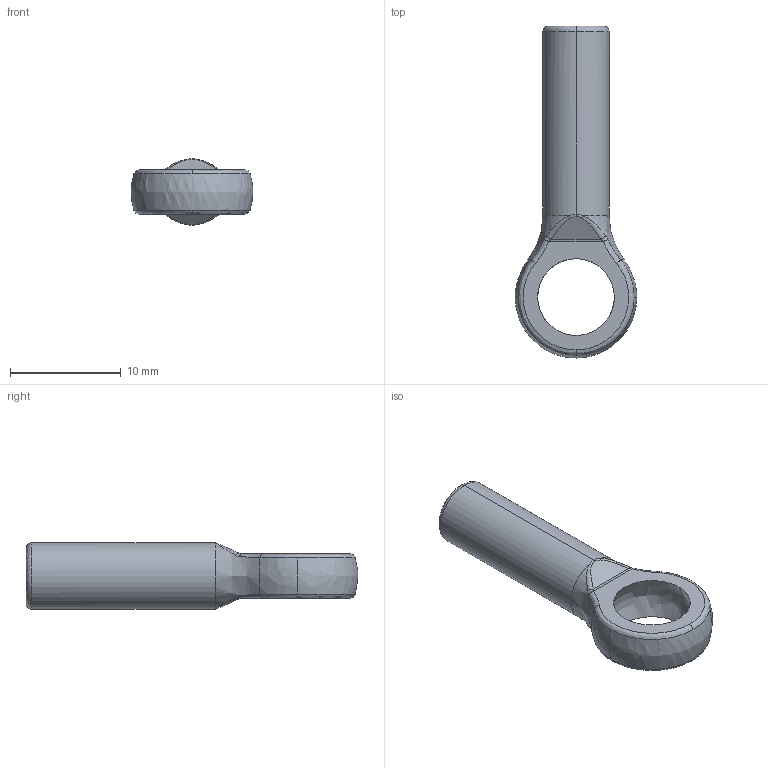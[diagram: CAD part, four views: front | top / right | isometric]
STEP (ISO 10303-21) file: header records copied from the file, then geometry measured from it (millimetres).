
FILE_DESCRIPTION (( 'STEP AP203' ), '1' );
FILE_NAME ('2903-0004-0245 body (2).STEP', '2024-07-11T18:28:40', ( '微软用户' ), ( '微软中国' ), 'SwSTEP 2.0', 'SolidWorks 2023', '' );
FILE_SCHEMA (( 'CONFIG_CONTROL_DESIGN' ));
Length unit declared in the file: millimetre
Products named in the file (1): 2903-0004-0245 body (2)
Bounding box: 11 x 30 x 6 mm (x, y, z)
Volume: 560.2 mm3; surface area: 969.7 mm2
Topology: 1 solids, 1 shells, 81 faces, 209 edges, 123 vertices
Faces by surface type: bspline 29, plane 22, cylinder 21, cone 9
Entity records: 2966 total; most frequent: CARTESIAN_POINT 1099, ORIENTED_EDGE 402, DIRECTION 352, EDGE_CURVE 201, AXIS2_PLACEMENT_3D 140, VERTEX_POINT 123, CIRCLE 87, EDGE_LOOP 84
